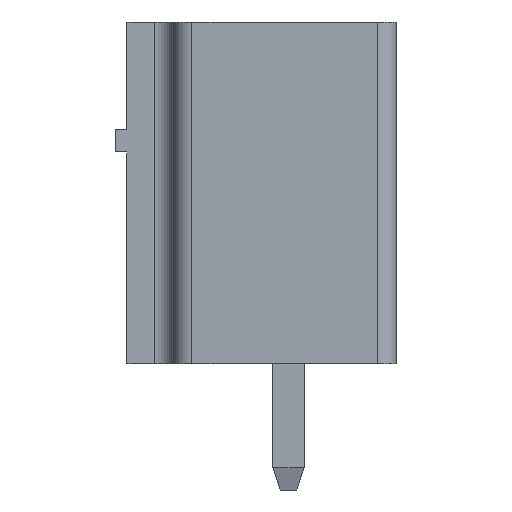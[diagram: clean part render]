
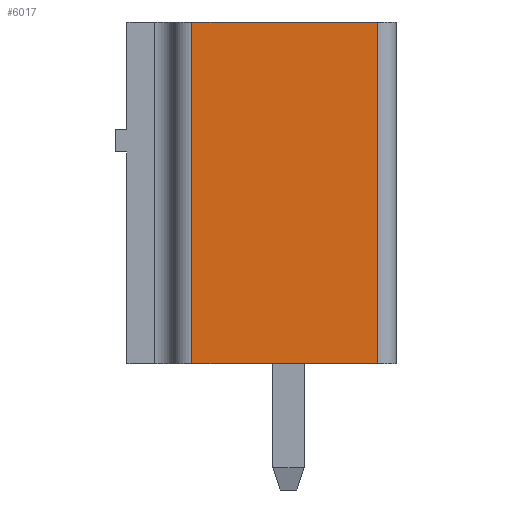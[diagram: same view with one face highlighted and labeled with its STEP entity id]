
A CAD part, left-side view. The second image highlights one B-rep face of the part: STEP entity #6017.
In plain terms, the highlighted planar face has unit normal (-1, 0, 0).
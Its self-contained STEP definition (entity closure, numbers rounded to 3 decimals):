
#44 = PLANE('',#45);
#45 = AXIS2_PLACEMENT_3D('',#46,#47,#48);
#46 = CARTESIAN_POINT('',(-7.1,-2.9,0.));
#47 = DIRECTION('',(0.,0.,-1.));
#48 = DIRECTION('',(-1.,0.,0.));
#72 = CYLINDRICAL_SURFACE('',#73,0.5);
#73 = AXIS2_PLACEMENT_3D('',#74,#75,#76);
#74 = CARTESIAN_POINT('',(-6.6,-2.4,0.));
#75 = DIRECTION('',(0.,0.,1.));
#76 = DIRECTION('',(0.,-1.,0.));
#100 = PLANE('',#101);
#101 = AXIS2_PLACEMENT_3D('',#102,#103,#104);
#102 = CARTESIAN_POINT('',(-7.1,-2.9,9.2));
#103 = DIRECTION('',(0.,0.,-1.));
#104 = DIRECTION('',(-1.,0.,0.));
#143 = VERTEX_POINT('',#144);
#144 = CARTESIAN_POINT('',(-7.1,-2.4,0.));
#166 = EDGE_CURVE('',#167,#143,#169,.T.);
#167 = VERTEX_POINT('',#168);
#168 = CARTESIAN_POINT('',(-7.1,2.6,0.));
#169 = SURFACE_CURVE('',#170,(#174,#181),.PCURVE_S1.);
#170 = LINE('',#171,#172);
#171 = CARTESIAN_POINT('',(-7.1,3.1,0.));
#172 = VECTOR('',#173,1.);
#173 = DIRECTION('',(0.,-1.,0.));
#174 = PCURVE('',#44,#175);
#175 = DEFINITIONAL_REPRESENTATION('',(#176),#180);
#176 = LINE('',#177,#178);
#177 = CARTESIAN_POINT('',(0.,6.));
#178 = VECTOR('',#179,1.);
#179 = DIRECTION('',(0.,-1.));
#180 = ( GEOMETRIC_REPRESENTATION_CONTEXT(2)
PARAMETRIC_REPRESENTATION_CONTEXT() REPRESENTATION_CONTEXT('2D SPACE',''
) );
#181 = PCURVE('',#182,#187);
#182 = PLANE('',#183);
#183 = AXIS2_PLACEMENT_3D('',#184,#185,#186);
#184 = CARTESIAN_POINT('',(-7.1,3.1,0.));
#185 = DIRECTION('',(1.,0.,0.));
#186 = DIRECTION('',(0.,-1.,0.));
#187 = DEFINITIONAL_REPRESENTATION('',(#188),#192);
#188 = LINE('',#189,#190);
#189 = CARTESIAN_POINT('',(0.,0.));
#190 = VECTOR('',#191,1.);
#191 = DIRECTION('',(1.,0.));
#192 = ( GEOMETRIC_REPRESENTATION_CONTEXT(2)
PARAMETRIC_REPRESENTATION_CONTEXT() REPRESENTATION_CONTEXT('2D SPACE',''
) );
#215 = CYLINDRICAL_SURFACE('',#216,0.5);
#216 = AXIS2_PLACEMENT_3D('',#217,#218,#219);
#217 = CARTESIAN_POINT('',(-6.6,2.6,0.));
#218 = DIRECTION('',(0.,0.,1.));
#219 = DIRECTION('',(0.,1.,0.));
#1576 = EDGE_CURVE('',#143,#1577,#1579,.T.);
#1577 = VERTEX_POINT('',#1578);
#1578 = CARTESIAN_POINT('',(-7.1,-2.4,9.2));
#1579 = SURFACE_CURVE('',#1580,(#1584,#1591),.PCURVE_S1.);
#1580 = LINE('',#1581,#1582);
#1581 = CARTESIAN_POINT('',(-7.1,-2.4,0.));
#1582 = VECTOR('',#1583,1.);
#1583 = DIRECTION('',(0.,0.,1.));
#1584 = PCURVE('',#72,#1585);
#1585 = DEFINITIONAL_REPRESENTATION('',(#1586),#1590);
#1586 = LINE('',#1587,#1588);
#1587 = CARTESIAN_POINT('',(-1.571,0.));
#1588 = VECTOR('',#1589,1.);
#1589 = DIRECTION('',(0.,1.));
#1590 = ( GEOMETRIC_REPRESENTATION_CONTEXT(2)
PARAMETRIC_REPRESENTATION_CONTEXT() REPRESENTATION_CONTEXT('2D SPACE',''
) );
#1591 = PCURVE('',#182,#1592);
#1592 = DEFINITIONAL_REPRESENTATION('',(#1593),#1597);
#1593 = LINE('',#1594,#1595);
#1594 = CARTESIAN_POINT('',(5.5,0.));
#1595 = VECTOR('',#1596,1.);
#1596 = DIRECTION('',(0.,-1.));
#1597 = ( GEOMETRIC_REPRESENTATION_CONTEXT(2)
PARAMETRIC_REPRESENTATION_CONTEXT() REPRESENTATION_CONTEXT('2D SPACE',''
) );
#1681 = EDGE_CURVE('',#1682,#1577,#1684,.T.);
#1682 = VERTEX_POINT('',#1683);
#1683 = CARTESIAN_POINT('',(-7.1,2.6,9.2));
#1684 = SURFACE_CURVE('',#1685,(#1689,#1696),.PCURVE_S1.);
#1685 = LINE('',#1686,#1687);
#1686 = CARTESIAN_POINT('',(-7.1,3.1,9.2));
#1687 = VECTOR('',#1688,1.);
#1688 = DIRECTION('',(0.,-1.,0.));
#1689 = PCURVE('',#100,#1690);
#1690 = DEFINITIONAL_REPRESENTATION('',(#1691),#1695);
#1691 = LINE('',#1692,#1693);
#1692 = CARTESIAN_POINT('',(0.,6.));
#1693 = VECTOR('',#1694,1.);
#1694 = DIRECTION('',(0.,-1.));
#1695 = ( GEOMETRIC_REPRESENTATION_CONTEXT(2)
PARAMETRIC_REPRESENTATION_CONTEXT() REPRESENTATION_CONTEXT('2D SPACE',''
) );
#1696 = PCURVE('',#182,#1697);
#1697 = DEFINITIONAL_REPRESENTATION('',(#1698),#1702);
#1698 = LINE('',#1699,#1700);
#1699 = CARTESIAN_POINT('',(0.,-9.2));
#1700 = VECTOR('',#1701,1.);
#1701 = DIRECTION('',(1.,0.));
#1702 = ( GEOMETRIC_REPRESENTATION_CONTEXT(2)
PARAMETRIC_REPRESENTATION_CONTEXT() REPRESENTATION_CONTEXT('2D SPACE',''
) );
#6017 = ADVANCED_FACE('',(#6018),#182,.F.);
#6018 = FACE_BOUND('',#6019,.F.);
#6019 = EDGE_LOOP('',(#6020,#6021,#6042,#6043));
#6020 = ORIENTED_EDGE('',*,*,#166,.F.);
#6021 = ORIENTED_EDGE('',*,*,#6022,.T.);
#6022 = EDGE_CURVE('',#167,#1682,#6023,.T.);
#6023 = SURFACE_CURVE('',#6024,(#6028,#6035),.PCURVE_S1.);
#6024 = LINE('',#6025,#6026);
#6025 = CARTESIAN_POINT('',(-7.1,2.6,0.));
#6026 = VECTOR('',#6027,1.);
#6027 = DIRECTION('',(0.,0.,1.));
#6028 = PCURVE('',#182,#6029);
#6029 = DEFINITIONAL_REPRESENTATION('',(#6030),#6034);
#6030 = LINE('',#6031,#6032);
#6031 = CARTESIAN_POINT('',(0.5,0.));
#6032 = VECTOR('',#6033,1.);
#6033 = DIRECTION('',(0.,-1.));
#6034 = ( GEOMETRIC_REPRESENTATION_CONTEXT(2)
PARAMETRIC_REPRESENTATION_CONTEXT() REPRESENTATION_CONTEXT('2D SPACE',''
) );
#6035 = PCURVE('',#215,#6036);
#6036 = DEFINITIONAL_REPRESENTATION('',(#6037),#6041);
#6037 = LINE('',#6038,#6039);
#6038 = CARTESIAN_POINT('',(1.571,0.));
#6039 = VECTOR('',#6040,1.);
#6040 = DIRECTION('',(0.,1.));
#6041 = ( GEOMETRIC_REPRESENTATION_CONTEXT(2)
PARAMETRIC_REPRESENTATION_CONTEXT() REPRESENTATION_CONTEXT('2D SPACE',''
) );
#6042 = ORIENTED_EDGE('',*,*,#1681,.T.);
#6043 = ORIENTED_EDGE('',*,*,#1576,.F.);
